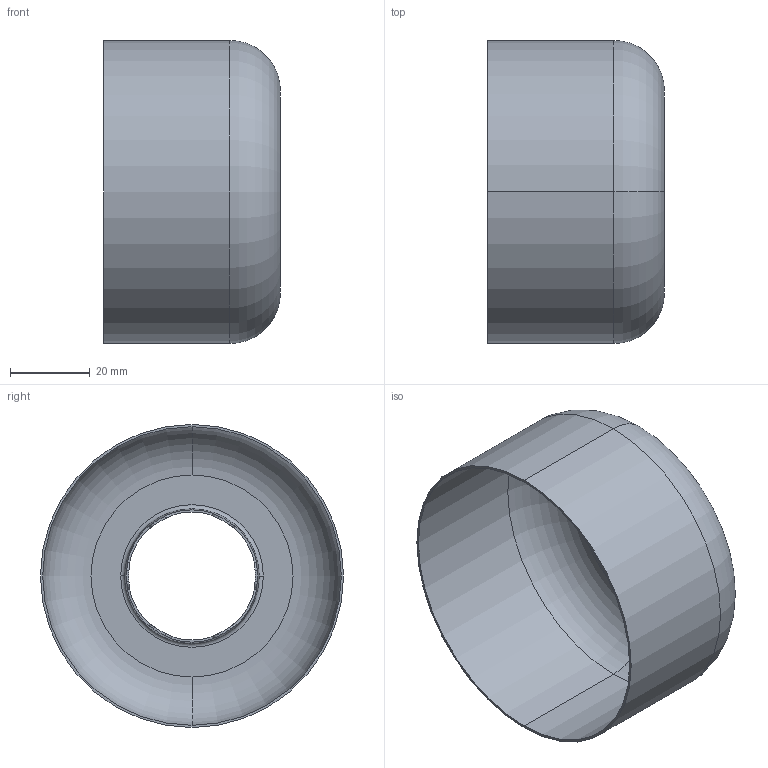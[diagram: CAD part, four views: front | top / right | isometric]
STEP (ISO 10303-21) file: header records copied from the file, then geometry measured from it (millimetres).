
FILE_DESCRIPTION((''),'2;1');
FILE_NAME('314_ASM','2021-06-09T14:16:10',('NSantos'),(''),'CREO PARAMETRIC BY PTC INC, 2018500','CREO PARAMETRIC BY PTC INC, 2018500','');
FILE_SCHEMA(('CONFIG_CONTROL_DESIGN'));
Length unit declared in the file: inch
Products named in the file (2): 50840; 314_ASM
Assembly tree (1 placements, depth 2):
  314_ASM
    50840
Bounding box: 44.45 x 76.2 x 76.2 mm (x, y, z)
Volume: 7398 mm3; surface area: 38472.9 mm2
Topology: 1 solids, 2 shells, 47 faces, 122 edges, 78 vertices
Faces by surface type: cylinder 18, plane 15, torus 10, cone 4
Entity records: 1654 total; most frequent: CARTESIAN_POINT 409, DIRECTION 266, ORIENTED_EDGE 240, EDGE_CURVE 122, AXIS2_PLACEMENT_3D 116, VERTEX_POINT 78, CIRCLE 64, EDGE_LOOP 50
